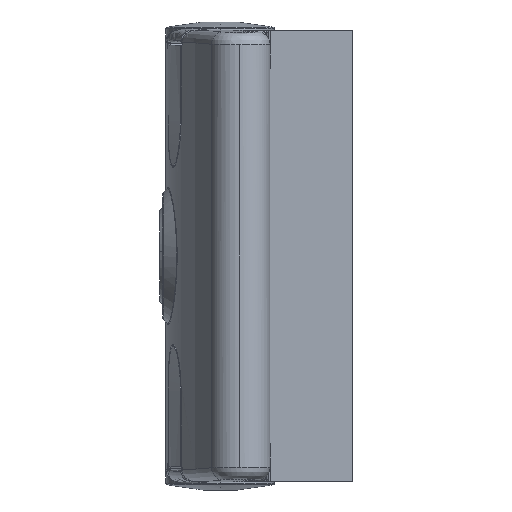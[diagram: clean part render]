
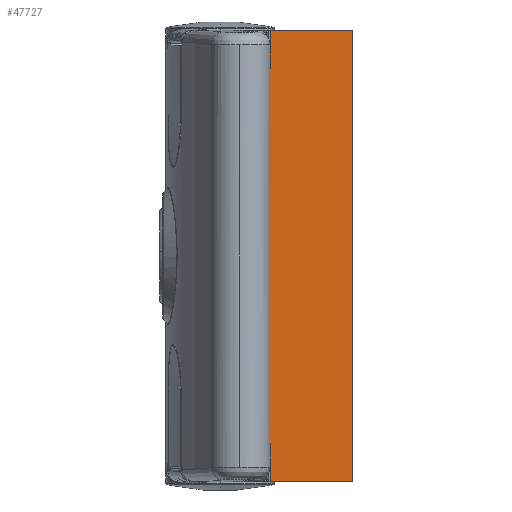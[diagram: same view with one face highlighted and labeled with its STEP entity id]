
A CAD part, left-side view. The second image highlights one B-rep face of the part: STEP entity #47727.
In plain terms, the highlighted planar face has unit normal (-1, 0, 0).
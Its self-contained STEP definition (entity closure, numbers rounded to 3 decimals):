
#383=PLANE('',#51643);
#4195=LINE('',#90140,#7203);
#4199=LINE('',#90155,#7207);
#4200=LINE('',#90157,#7208);
#4201=LINE('',#90159,#7209);
#4202=LINE('',#90161,#7210);
#4203=LINE('',#90163,#7211);
#4204=LINE('',#90164,#7212);
#4205=LINE('',#90165,#7213);
#7203=VECTOR('',#60264,13.7);
#7207=VECTOR('',#60276,13.7);
#7208=VECTOR('',#60277,6.3);
#7209=VECTOR('',#60278,7.7);
#7210=VECTOR('',#60279,62.4);
#7211=VECTOR('',#60280,7.7);
#7212=VECTOR('',#60281,6.3);
#7213=VECTOR('',#60282,75.);
#11912=FACE_OUTER_BOUND('',#14812,.T.);
#14812=EDGE_LOOP('',(#37099,#37100,#37101,#37102,#37103,#37104,#37105,#37106));
#20953=VERTEX_POINT('',#90137);
#20954=VERTEX_POINT('',#90139);
#20960=VERTEX_POINT('',#90153);
#20961=VERTEX_POINT('',#90154);
#20962=VERTEX_POINT('',#90156);
#20963=VERTEX_POINT('',#90158);
#20964=VERTEX_POINT('',#90160);
#20965=VERTEX_POINT('',#90162);
#26624=EDGE_CURVE('',#20954,#20953,#4195,.T.);
#26631=EDGE_CURVE('',#20960,#20961,#4199,.T.);
#26632=EDGE_CURVE('',#20960,#20962,#4200,.T.);
#26633=EDGE_CURVE('',#20962,#20963,#4201,.T.);
#26634=EDGE_CURVE('',#20963,#20964,#4202,.T.);
#26635=EDGE_CURVE('',#20964,#20965,#4203,.T.);
#26636=EDGE_CURVE('',#20965,#20954,#4204,.T.);
#26637=EDGE_CURVE('',#20953,#20961,#4205,.T.);
#37099=ORIENTED_EDGE('',*,*,#26631,.F.);
#37100=ORIENTED_EDGE('',*,*,#26632,.T.);
#37101=ORIENTED_EDGE('',*,*,#26633,.T.);
#37102=ORIENTED_EDGE('',*,*,#26634,.T.);
#37103=ORIENTED_EDGE('',*,*,#26635,.T.);
#37104=ORIENTED_EDGE('',*,*,#26636,.T.);
#37105=ORIENTED_EDGE('',*,*,#26624,.T.);
#37106=ORIENTED_EDGE('',*,*,#26637,.T.);
#47727=ADVANCED_FACE('',(#11912),#383,.F.);
#51643=AXIS2_PLACEMENT_3D('',#90152,#60274,#60275);
#60264=DIRECTION('',(0.,-1.,0.));
#60274=DIRECTION('center_axis',(1.,0.,0.));
#60275=DIRECTION('ref_axis',(0.,0.,-1.));
#60276=DIRECTION('',(0.,-1.,0.));
#60277=DIRECTION('',(0.,0.,-1.));
#60278=DIRECTION('',(0.,1.,0.));
#60279=DIRECTION('',(0.,0.,-1.));
#60280=DIRECTION('',(0.,-1.,0.));
#60281=DIRECTION('',(0.,0.,-1.));
#60282=DIRECTION('',(0.,0.,1.));
#90137=CARTESIAN_POINT('',(-27.5,-22.,-37.5));
#90139=CARTESIAN_POINT('',(-27.5,-8.3,-37.5));
#90140=CARTESIAN_POINT('',(-27.5,10.,-37.5));
#90152=CARTESIAN_POINT('Origin',(-27.5,10.,37.5));
#90153=CARTESIAN_POINT('',(-27.5,-8.3,37.5));
#90154=CARTESIAN_POINT('',(-27.5,-22.,37.5));
#90155=CARTESIAN_POINT('',(-27.5,10.,37.5));
#90156=CARTESIAN_POINT('',(-27.5,-8.3,31.2));
#90157=CARTESIAN_POINT('',(-27.5,-8.3,31.5));
#90158=CARTESIAN_POINT('',(-27.5,-0.6,31.2));
#90159=CARTESIAN_POINT('',(-27.5,10.,31.2));
#90160=CARTESIAN_POINT('',(-27.5,-0.6,-31.2));
#90161=CARTESIAN_POINT('',(-27.5,-0.6,-31.5));
#90162=CARTESIAN_POINT('',(-27.5,-8.3,-31.2));
#90163=CARTESIAN_POINT('',(-27.5,10.,-31.2));
#90164=CARTESIAN_POINT('',(-27.5,-8.3,-37.5));
#90165=CARTESIAN_POINT('',(-27.5,-22.,37.5));
